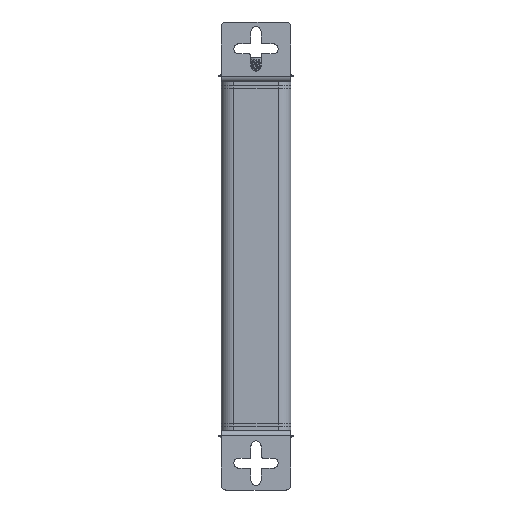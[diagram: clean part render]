
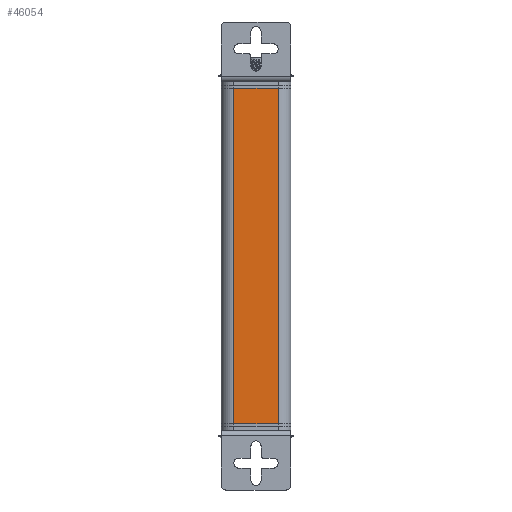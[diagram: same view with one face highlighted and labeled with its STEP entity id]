
A CAD part, front view. The second image highlights one B-rep face of the part: STEP entity #46054.
In plain terms, the highlighted planar face has unit normal (0, -1, 0).
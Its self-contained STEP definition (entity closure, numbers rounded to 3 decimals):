
#77 = DIRECTION ( 'NONE',  ( 0., 0., -1. ) ) ;
#1750 = ORIENTED_EDGE ( 'NONE', *, *, #62143, .F. ) ;
#2548 = ORIENTED_EDGE ( 'NONE', *, *, #60628, .T. ) ;
#2639 = EDGE_CURVE ( 'NONE', #8133, #81753, #76616, .T. ) ;
#8133 = VERTEX_POINT ( 'NONE', #29037 ) ;
#14628 = CARTESIAN_POINT ( 'NONE',  ( -348.667, -14.863, 484.926 ) ) ;
#16057 = EDGE_CURVE ( 'NONE', #8133, #75656, #59468, .T. ) ;
#20182 = VECTOR ( 'NONE', #77, 1000. ) ;
#29037 = CARTESIAN_POINT ( 'NONE',  ( -348.667, -14.863, 484.926 ) ) ;
#31067 = CARTESIAN_POINT ( 'NONE',  ( -348.667, -14.863, 484.926 ) ) ;
#31685 = DIRECTION ( 'NONE',  ( 0., 1., 0. ) ) ;
#32216 = LINE ( 'NONE', #38684, #74016 ) ;
#33646 = CARTESIAN_POINT ( 'NONE',  ( -320.167, -14.863, 484.926 ) ) ;
#36988 = AXIS2_PLACEMENT_3D ( 'NONE', #78740, #31685, #86652 ) ;
#38684 = CARTESIAN_POINT ( 'NONE',  ( -334.417, -14.863, 269.926 ) ) ;
#39204 = PLANE ( 'NONE',  #36988 ) ;
#40943 = ORIENTED_EDGE ( 'NONE', *, *, #16057, .T. ) ;
#46054 = ADVANCED_FACE ( 'NONE', ( #52738 ), #39204, .F. ) ;
#47203 = ORIENTED_EDGE ( 'NONE', *, *, #2639, .F. ) ;
#52334 = VERTEX_POINT ( 'NONE', #89276 ) ;
#52738 = FACE_OUTER_BOUND ( 'NONE', #64171, .T. ) ;
#54155 = DIRECTION ( 'NONE',  ( 1., 0., 0. ) ) ;
#54222 = DIRECTION ( 'NONE',  ( 1., 0., 0. ) ) ;
#59468 = LINE ( 'NONE', #31067, #20182 ) ;
#60628 = EDGE_CURVE ( 'NONE', #75656, #52334, #32216, .T. ) ;
#62143 = EDGE_CURVE ( 'NONE', #81753, #52334, #86948, .T. ) ;
#64171 = EDGE_LOOP ( 'NONE', ( #2548, #1750, #47203, #40943 ) ) ;
#66064 = VECTOR ( 'NONE', #96606, 1000. ) ;
#74016 = VECTOR ( 'NONE', #54222, 1000. ) ;
#75656 = VERTEX_POINT ( 'NONE', #93277 ) ;
#76616 = LINE ( 'NONE', #14628, #95167 ) ;
#78740 = CARTESIAN_POINT ( 'NONE',  ( -334.417, -14.863, 484.926 ) ) ;
#79481 = CARTESIAN_POINT ( 'NONE',  ( -320.167, -14.863, 484.926 ) ) ;
#81753 = VERTEX_POINT ( 'NONE', #79481 ) ;
#86652 = DIRECTION ( 'NONE',  ( 0., 0., 1. ) ) ;
#86948 = LINE ( 'NONE', #33646, #66064 ) ;
#89276 = CARTESIAN_POINT ( 'NONE',  ( -320.167, -14.863, 269.926 ) ) ;
#93277 = CARTESIAN_POINT ( 'NONE',  ( -348.667, -14.863, 269.926 ) ) ;
#95167 = VECTOR ( 'NONE', #54155, 1000. ) ;
#96606 = DIRECTION ( 'NONE',  ( 0., 0., -1. ) ) ;
